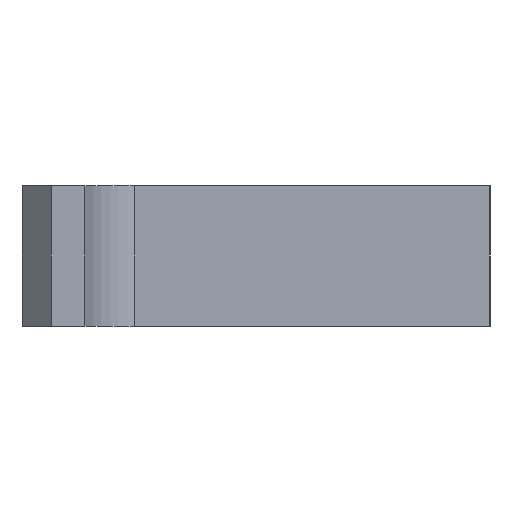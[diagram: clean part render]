
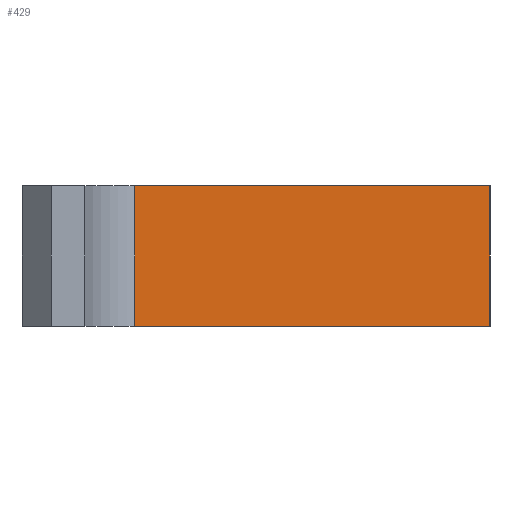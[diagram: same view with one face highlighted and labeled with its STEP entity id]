
A CAD part, left-side view. The second image highlights one B-rep face of the part: STEP entity #429.
In plain terms, the highlighted planar face has unit normal (-1, 0, 0).
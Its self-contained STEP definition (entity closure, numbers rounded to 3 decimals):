
#37=FACE_OUTER_BOUND('',#61,.T.);
#61=EDGE_LOOP('',(#325,#326,#327,#328));
#87=LINE('',#636,#139);
#98=LINE('',#662,#150);
#99=LINE('',#665,#151);
#100=LINE('',#667,#152);
#139=VECTOR('',#512,10.);
#150=VECTOR('',#535,10.);
#151=VECTOR('',#540,10.);
#152=VECTOR('',#543,10.);
#190=VERTEX_POINT('',#633);
#191=VERTEX_POINT('',#635);
#199=VERTEX_POINT('',#659);
#200=VERTEX_POINT('',#661);
#232=EDGE_CURVE('',#190,#191,#87,.T.);
#245=EDGE_CURVE('',#200,#199,#98,.T.);
#247=EDGE_CURVE('',#190,#200,#99,.T.);
#248=EDGE_CURVE('',#191,#199,#100,.F.);
#325=ORIENTED_EDGE('',*,*,#247,.T.);
#326=ORIENTED_EDGE('',*,*,#245,.T.);
#327=ORIENTED_EDGE('',*,*,#248,.F.);
#328=ORIENTED_EDGE('',*,*,#232,.F.);
#408=PLANE('',#472);
#429=ADVANCED_FACE('',(#37),#408,.T.);
#472=AXIS2_PLACEMENT_3D('',#666,#541,#542);
#512=DIRECTION('',(0.,-1.,0.));
#535=DIRECTION('',(0.,-1.,0.));
#540=DIRECTION('',(0.,0.,-1.));
#541=DIRECTION('center_axis',(-1.,0.,0.));
#542=DIRECTION('ref_axis',(0.,0.,-1.));
#543=DIRECTION('',(0.,0.,1.));
#633=CARTESIAN_POINT('',(-26.103,4.151,-72.269));
#635=CARTESIAN_POINT('',(-26.103,-8.,-72.269));
#636=CARTESIAN_POINT('',(-26.103,8.,-72.269));
#659=CARTESIAN_POINT('',(-26.103,-8.,-77.069));
#661=CARTESIAN_POINT('',(-26.103,4.151,-77.069));
#662=CARTESIAN_POINT('',(-26.103,8.,-77.069));
#665=CARTESIAN_POINT('',(-26.103,4.151,-77.169));
#666=CARTESIAN_POINT('Origin',(-26.103,8.,-72.169));
#667=CARTESIAN_POINT('',(-26.103,-8.,-73.419));
